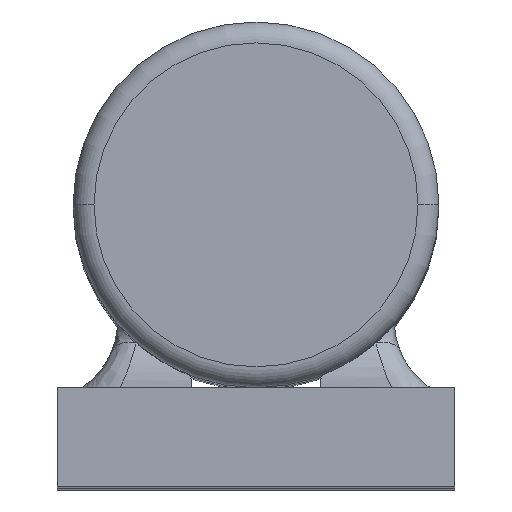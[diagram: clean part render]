
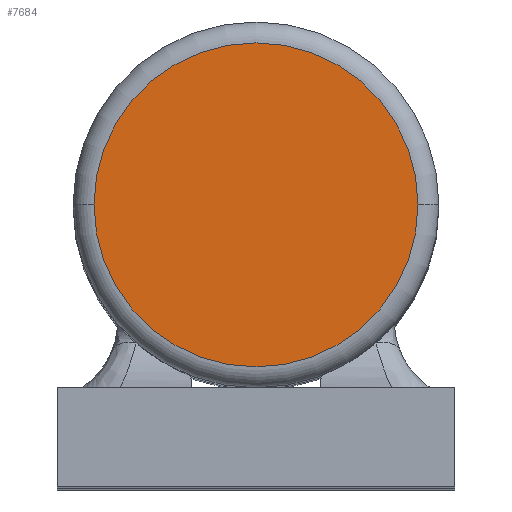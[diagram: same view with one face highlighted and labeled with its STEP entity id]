
A CAD part, top view. The second image highlights one B-rep face of the part: STEP entity #7684.
In plain terms, the highlighted planar face has unit normal (0, 0, 1).
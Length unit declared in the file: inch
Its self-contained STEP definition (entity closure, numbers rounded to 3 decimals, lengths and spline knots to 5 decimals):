
#826 = FACE_OUTER_BOUND ( 'NONE', #8969, .T. ) ;
#947 = CIRCLE ( 'NONE', #11035, 0.61024 ) ;
#1563 = CARTESIAN_POINT ( 'NONE',  ( 0., 0.87598, 4.85236 ) ) ;
#1787 = CARTESIAN_POINT ( 'NONE',  ( -0.61024, 0.87598, 4.85236 ) ) ;
#2667 = AXIS2_PLACEMENT_3D ( 'NONE', #1563, #6991, #4408 ) ;
#2831 = AXIS2_PLACEMENT_3D ( 'NONE', #8505, #7471, #4813 ) ;
#3126 = DIRECTION ( 'NONE',  ( 0., 0., 1. ) ) ;
#3714 = VERTEX_POINT ( 'NONE', #7295 ) ;
#4408 = DIRECTION ( 'NONE',  ( 1., 0., 0. ) ) ;
#4813 = DIRECTION ( 'NONE',  ( 1., 0., 0. ) ) ;
#5770 = CIRCLE ( 'NONE', #2831, 0.61024 ) ;
#6991 = DIRECTION ( 'NONE',  ( 0., 0., 1. ) ) ;
#7295 = CARTESIAN_POINT ( 'NONE',  ( 0.61024, 0.87598, 4.85236 ) ) ;
#7471 = DIRECTION ( 'NONE',  ( 0., 0., 1. ) ) ;
#7684 = ADVANCED_FACE ( 'NONE', ( #826 ), #9682, .T. ) ;
#8114 = ORIENTED_EDGE ( 'NONE', *, *, #10237, .T. ) ;
#8288 = DIRECTION ( 'NONE',  ( 1., 0., 0. ) ) ;
#8505 = CARTESIAN_POINT ( 'NONE',  ( 0., 0.87598, 4.85236 ) ) ;
#8969 = EDGE_LOOP ( 'NONE', ( #9720, #8114 ) ) ;
#9682 = PLANE ( 'NONE',  #2667 ) ;
#9720 = ORIENTED_EDGE ( 'NONE', *, *, #11204, .T. ) ;
#10104 = CARTESIAN_POINT ( 'NONE',  ( 0., 0.87598, 4.85236 ) ) ;
#10237 = EDGE_CURVE ( 'NONE', #10657, #3714, #947, .T. ) ;
#10657 = VERTEX_POINT ( 'NONE', #1787 ) ;
#11035 = AXIS2_PLACEMENT_3D ( 'NONE', #10104, #3126, #8288 ) ;
#11204 = EDGE_CURVE ( 'NONE', #3714, #10657, #5770, .T. ) ;
